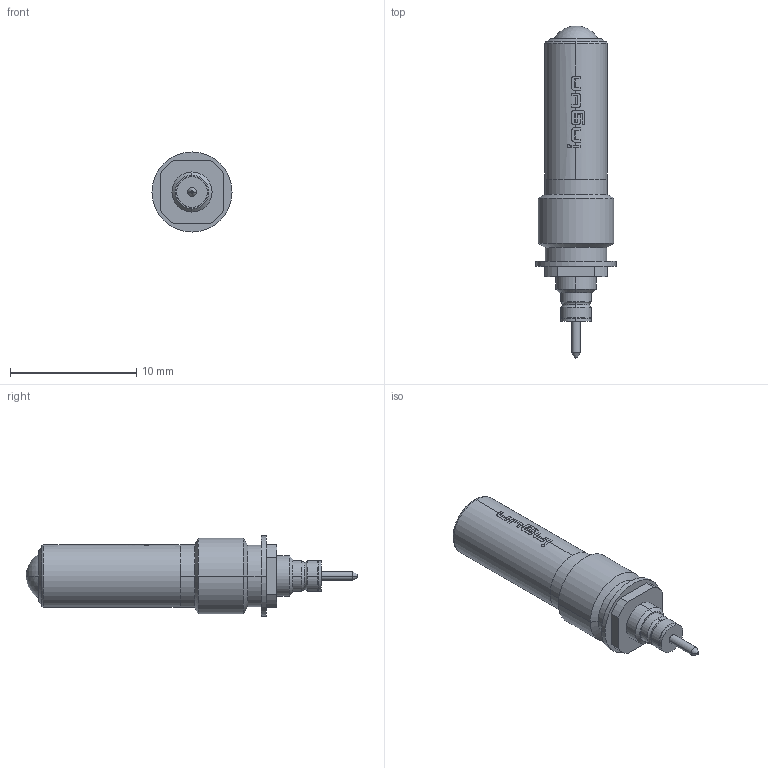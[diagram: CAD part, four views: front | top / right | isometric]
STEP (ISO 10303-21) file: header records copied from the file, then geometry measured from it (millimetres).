
FILE_DESCRIPTION (( 'STEP AP203' ), '1' );
FILE_NAME ('INGUN_SKS-449_405_400_U_xx01_M.STEP', '2022-02-17T08:39:21', ( 'ochi' ), ( '' ), 'SwSTEP 2.0', 'SolidWorks 2018', '' );
FILE_SCHEMA (( 'CONFIG_CONTROL_DESIGN' ));
Length unit declared in the file: millimetre
Products named in the file (1): INGUN_SKS-449_405_400_U_xx01_M
Bounding box: 6.35 x 26.3 x 6.35 mm (x, y, z)
Volume: 431.6 mm3; surface area: 421 mm2
Topology: 1 solids, 1 shells, 134 faces, 345 edges, 223 vertices
Faces by surface type: plane 54, cylinder 36, bspline 22, cone 12, torus 8, sphere 2
Entity records: 4528 total; most frequent: CARTESIAN_POINT 1291, ORIENTED_EDGE 690, DIRECTION 625, EDGE_CURVE 345, AXIS2_PLACEMENT_3D 253, VERTEX_POINT 223, EDGE_LOOP 144, CIRCLE 140
